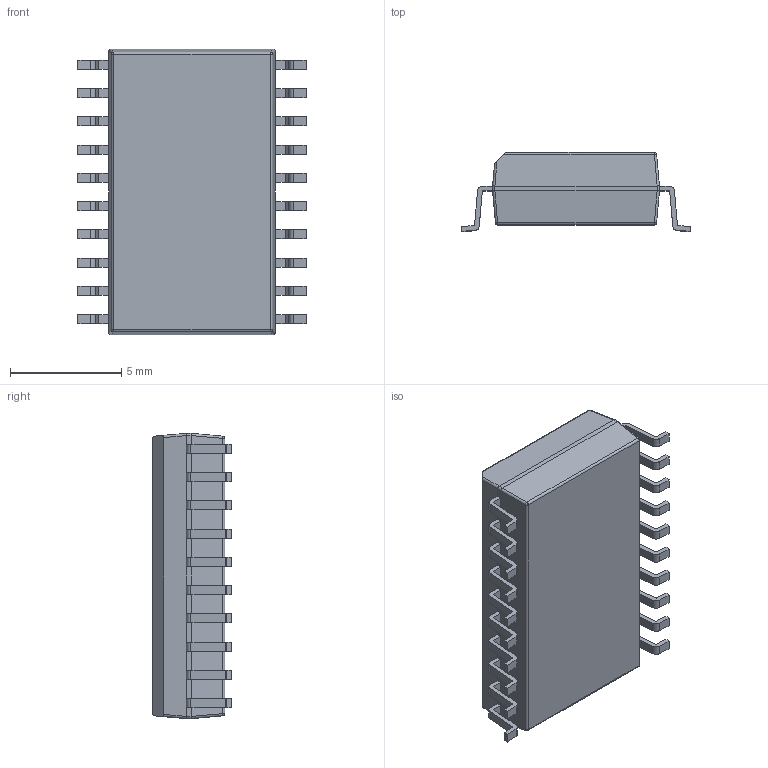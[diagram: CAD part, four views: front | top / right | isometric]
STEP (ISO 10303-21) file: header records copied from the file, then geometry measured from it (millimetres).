
FILE_DESCRIPTION (( 'STEP AP214' ), '1' );
FILE_NAME ('DFM20.STEP', '2024-01-26T07:31:39', ( '' ), ( '' ), 'SwSTEP 2.0', 'SolidWorks 2021', '' );
FILE_SCHEMA (( 'AUTOMOTIVE_DESIGN' ));
Length unit declared in the file: millimetre
Products named in the file (1): DFM20
Bounding box: 10.3 x 3.55 x 12.83 mm (x, y, z)
Volume: 308.2 mm3; surface area: 384.9 mm2
Topology: 22 solids, 22 shells, 327 faces, 834 edges, 546 vertices
Faces by surface type: plane 218, cylinder 103, sphere 6
Entity records: 10007 total; most frequent: CARTESIAN_POINT 1738, DIRECTION 1658, ORIENTED_EDGE 1656, EDGE_CURVE 828, LINE 630, VECTOR 630, VERTEX_POINT 546, AXIS2_PLACEMENT_3D 514
